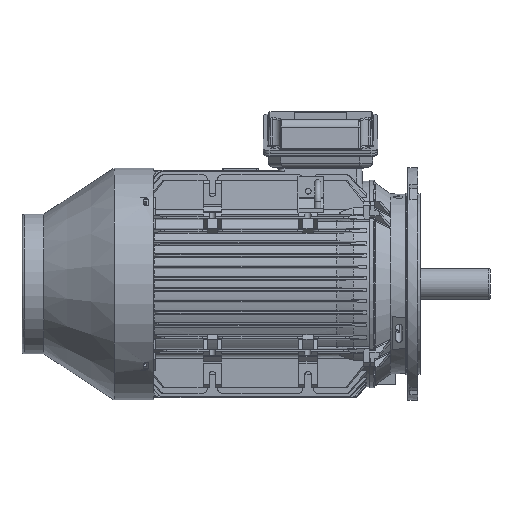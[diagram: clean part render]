
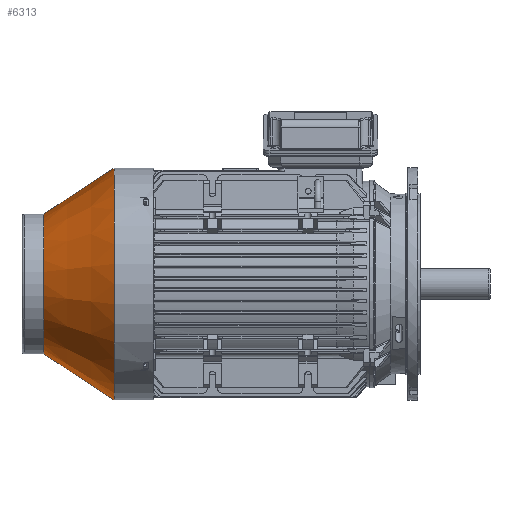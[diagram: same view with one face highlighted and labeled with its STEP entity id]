
A CAD part, left-side view. The second image highlights one B-rep face of the part: STEP entity #6313.
In plain terms, the highlighted conical face has half-angle 33.201 degrees and reference radius 224.1 mm.
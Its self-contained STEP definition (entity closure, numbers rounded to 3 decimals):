
#6313 = ADVANCED_FACE( '', ( #14304, #14305 ), #14306, .T. );
#14304 = FACE_OUTER_BOUND( '', #40010, .T. );
#14305 = FACE_BOUND( '', #40011, .T. );
#14306 = CONICAL_SURFACE( '', #40012, 224.1, 0.579 );
#40010 = EDGE_LOOP( '', ( #73490 ) );
#40011 = EDGE_LOOP( '', ( #73491 ) );
#40012 = AXIS2_PLACEMENT_3D( '', #73492, #73493, #73494 );
#73490 = ORIENTED_EDGE( '', *, *, #94747, .F. );
#73491 = ORIENTED_EDGE( '', *, *, #94748, .F. );
#73492 = CARTESIAN_POINT( '', ( 0., 494.4, 0. ) );
#73493 = DIRECTION( '', ( 0., -1., 0. ) );
#73494 = DIRECTION( '', ( 0., 0., -1. ) );
#94747 = EDGE_CURVE( '', #110753, #110753, #110754, .F. );
#94748 = EDGE_CURVE( '', #110755, #110755, #110756, .T. );
#110753 = VERTEX_POINT( '', #155761 );
#110754 = CIRCLE( '', #155762, 224.1 );
#110755 = VERTEX_POINT( '', #155763 );
#110756 = CIRCLE( '', #155764, 135.1 );
#155761 = CARTESIAN_POINT( '', ( 0., 494.4, 224.1 ) );
#155762 = AXIS2_PLACEMENT_3D( '', #176509, #176510, #176511 );
#155763 = CARTESIAN_POINT( '', ( 0., 630.4, 135.1 ) );
#155764 = AXIS2_PLACEMENT_3D( '', #176512, #176513, #176514 );
#176509 = CARTESIAN_POINT( '', ( 0., 494.4, 0. ) );
#176510 = DIRECTION( '', ( 0., 1., 0. ) );
#176511 = DIRECTION( '', ( 0., 0., 1. ) );
#176512 = CARTESIAN_POINT( '', ( 0., 630.4, 0. ) );
#176513 = DIRECTION( '', ( 0., 1., 0. ) );
#176514 = DIRECTION( '', ( 0., 0., 1. ) );
